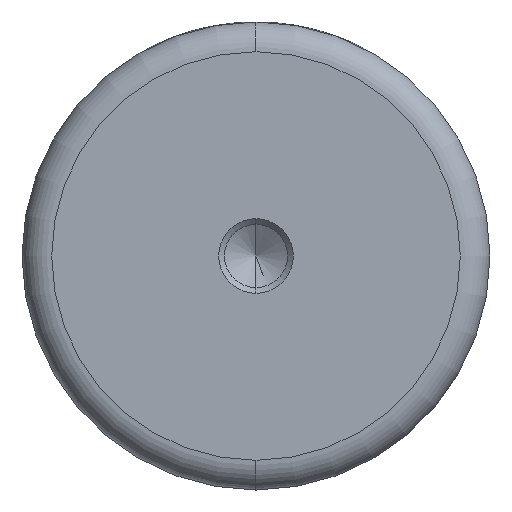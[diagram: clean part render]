
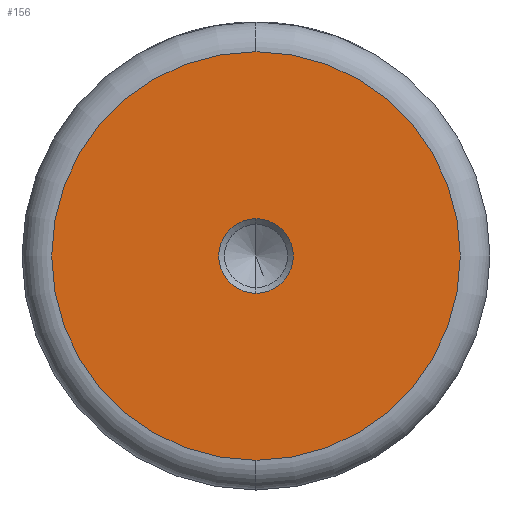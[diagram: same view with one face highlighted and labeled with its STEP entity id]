
A CAD part, left-side view. The second image highlights one B-rep face of the part: STEP entity #156.
In plain terms, the highlighted planar face has unit normal (-1, 0, 0).
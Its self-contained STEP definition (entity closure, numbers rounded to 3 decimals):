
#8 = FACE_OUTER_BOUND ( 'NONE', #1090, .T. ) ;
#13 = FACE_BOUND ( 'NONE', #180, .T. ) ;
#126 = CARTESIAN_POINT ( 'NONE',  ( 0., 0., -27.5 ) ) ;
#136 = AXIS2_PLACEMENT_3D ( 'NONE', #452, #1261, #566 ) ;
#156 = ADVANCED_FACE ( 'NONE', ( #13, #8 ), #526, .T. ) ;
#180 = EDGE_LOOP ( 'NONE', ( #1043, #1405 ) ) ;
#211 = CARTESIAN_POINT ( 'NONE',  ( 0., 0., 5.025 ) ) ;
#246 = CIRCLE ( 'NONE', #1504, 5.025 ) ;
#374 = CARTESIAN_POINT ( 'NONE',  ( 0., 0., 0. ) ) ;
#408 = EDGE_CURVE ( 'NONE', #840, #961, #246, .T. ) ;
#441 = DIRECTION ( 'NONE',  ( -1., 0., 0. ) ) ;
#452 = CARTESIAN_POINT ( 'NONE',  ( 0., 0., 0. ) ) ;
#474 = CARTESIAN_POINT ( 'NONE',  ( 0., 0., -5.025 ) ) ;
#486 = EDGE_CURVE ( 'NONE', #1352, #1333, #864, .T. ) ;
#496 = ORIENTED_EDGE ( 'NONE', *, *, #595, .T. ) ;
#497 = DIRECTION ( 'NONE',  ( 0., 0., 1. ) ) ;
#526 = PLANE ( 'NONE',  #1102 ) ;
#534 = ORIENTED_EDGE ( 'NONE', *, *, #486, .T. ) ;
#566 = DIRECTION ( 'NONE',  ( 0., 0., 1. ) ) ;
#584 = CARTESIAN_POINT ( 'NONE',  ( 0., 0., 0. ) ) ;
#595 = EDGE_CURVE ( 'NONE', #1333, #1352, #1176, .T. ) ;
#645 = DIRECTION ( 'NONE',  ( 0., 0., 1. ) ) ;
#698 = DIRECTION ( 'NONE',  ( 0., 0., 1. ) ) ;
#786 = AXIS2_PLACEMENT_3D ( 'NONE', #374, #1196, #497 ) ;
#840 = VERTEX_POINT ( 'NONE', #211 ) ;
#864 = CIRCLE ( 'NONE', #136, 27.5 ) ;
#961 = VERTEX_POINT ( 'NONE', #474 ) ;
#1043 = ORIENTED_EDGE ( 'NONE', *, *, #408, .F. ) ;
#1081 = CIRCLE ( 'NONE', #1293, 5.025 ) ;
#1090 = EDGE_LOOP ( 'NONE', ( #496, #534 ) ) ;
#1099 = CARTESIAN_POINT ( 'NONE',  ( 0., 0., 0. ) ) ;
#1102 = AXIS2_PLACEMENT_3D ( 'NONE', #1099, #1338, #645 ) ;
#1131 = CARTESIAN_POINT ( 'NONE',  ( 0., 0., 0. ) ) ;
#1176 = CIRCLE ( 'NONE', #786, 27.5 ) ;
#1187 = EDGE_CURVE ( 'NONE', #961, #840, #1081, .T. ) ;
#1196 = DIRECTION ( 'NONE',  ( -1., 0., 0. ) ) ;
#1253 = DIRECTION ( 'NONE',  ( 0., 0., 1. ) ) ;
#1261 = DIRECTION ( 'NONE',  ( -1., 0., 0. ) ) ;
#1293 = AXIS2_PLACEMENT_3D ( 'NONE', #584, #1398, #698 ) ;
#1333 = VERTEX_POINT ( 'NONE', #1402 ) ;
#1338 = DIRECTION ( 'NONE',  ( -1., 0., 0. ) ) ;
#1352 = VERTEX_POINT ( 'NONE', #126 ) ;
#1398 = DIRECTION ( 'NONE',  ( -1., 0., 0. ) ) ;
#1402 = CARTESIAN_POINT ( 'NONE',  ( 0., 0., 27.5 ) ) ;
#1405 = ORIENTED_EDGE ( 'NONE', *, *, #1187, .F. ) ;
#1504 = AXIS2_PLACEMENT_3D ( 'NONE', #1131, #441, #1253 ) ;
